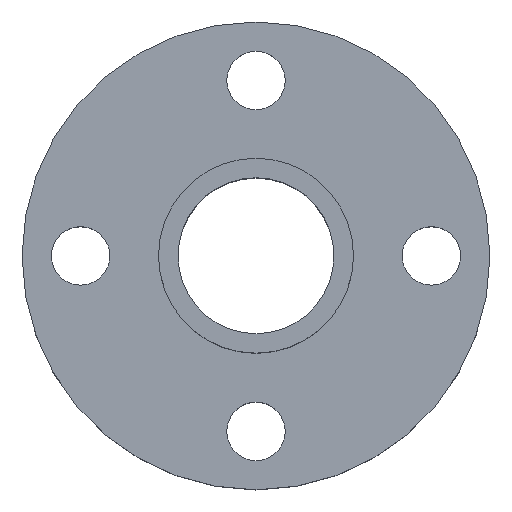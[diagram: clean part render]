
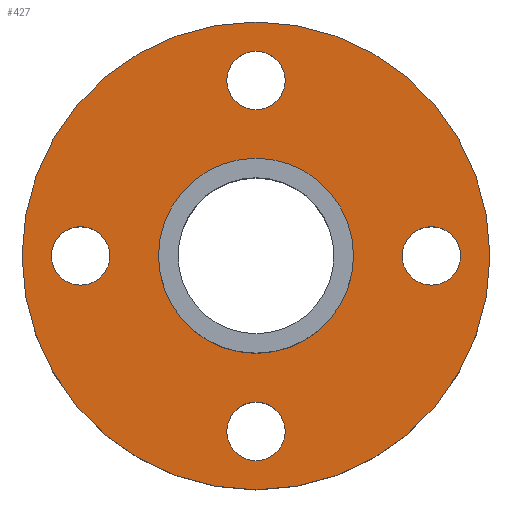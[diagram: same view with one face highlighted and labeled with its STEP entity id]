
A CAD part, top view. The second image highlights one B-rep face of the part: STEP entity #427.
In plain terms, the highlighted planar face has unit normal (0, 0, 1).
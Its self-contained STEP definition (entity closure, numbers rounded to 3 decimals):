
#34=CARTESIAN_POINT('',(-0.,-10.5,5.));
#35=VERTEX_POINT('',#34);
#59=CARTESIAN_POINT('',(-0.,-7.5,5.));
#60=VERTEX_POINT('',#59);
#61=CARTESIAN_POINT('',(-0.,-9.,5.));
#62=DIRECTION('',(0.,-0.,1.));
#63=DIRECTION('',(0.,1.,0.));
#64=AXIS2_PLACEMENT_3D('',#61,#62,#63);
#65=CIRCLE('',#64,1.5);
#66=EDGE_CURVE('',#35,#60,#65,.T.);
#68=CARTESIAN_POINT('',(-0.,-9.,5.));
#69=DIRECTION('',(0.,-0.,1.));
#70=DIRECTION('',(0.,1.,0.));
#71=AXIS2_PLACEMENT_3D('',#68,#69,#70);
#72=CIRCLE('',#71,1.5);
#73=EDGE_CURVE('',#60,#35,#72,.T.);
#85=CARTESIAN_POINT('',(0.,7.5,5.));
#86=VERTEX_POINT('',#85);
#110=CARTESIAN_POINT('',(0.,10.5,5.));
#111=VERTEX_POINT('',#110);
#112=CARTESIAN_POINT('',(0.,9.,5.));
#113=DIRECTION('',(0.,-0.,1.));
#114=DIRECTION('',(0.,1.,0.));
#115=AXIS2_PLACEMENT_3D('',#112,#113,#114);
#116=CIRCLE('',#115,1.5);
#117=EDGE_CURVE('',#86,#111,#116,.T.);
#119=CARTESIAN_POINT('',(0.,9.,5.));
#120=DIRECTION('',(0.,-0.,1.));
#121=DIRECTION('',(0.,1.,0.));
#122=AXIS2_PLACEMENT_3D('',#119,#120,#121);
#123=CIRCLE('',#122,1.5);
#124=EDGE_CURVE('',#111,#86,#123,.T.);
#134=CARTESIAN_POINT('',(-5.,0.,5.));
#135=VERTEX_POINT('',#134);
#161=CARTESIAN_POINT('',(5.,-0.,5.));
#162=VERTEX_POINT('',#161);
#163=CARTESIAN_POINT('',(0.,0.,5.));
#164=DIRECTION('',(0.,0.,1.));
#165=DIRECTION('',(1.,0.,-0.));
#166=AXIS2_PLACEMENT_3D('',#163,#164,#165);
#167=CIRCLE('',#166,5.);
#168=EDGE_CURVE('',#135,#162,#167,.T.);
#170=CARTESIAN_POINT('',(0.,0.,5.));
#171=DIRECTION('',(0.,0.,1.));
#172=DIRECTION('',(1.,0.,-0.));
#173=AXIS2_PLACEMENT_3D('',#170,#171,#172);
#174=CIRCLE('',#173,5.);
#175=EDGE_CURVE('',#162,#135,#174,.T.);
#252=CARTESIAN_POINT('',(7.5,0.,5.));
#253=VERTEX_POINT('',#252);
#277=CARTESIAN_POINT('',(10.5,-0.,5.));
#278=VERTEX_POINT('',#277);
#279=CARTESIAN_POINT('',(9.,0.,5.));
#280=DIRECTION('',(0.,0.,1.));
#281=DIRECTION('',(1.,0.,-0.));
#282=AXIS2_PLACEMENT_3D('',#279,#280,#281);
#283=CIRCLE('',#282,1.5);
#284=EDGE_CURVE('',#253,#278,#283,.T.);
#286=CARTESIAN_POINT('',(9.,0.,5.));
#287=DIRECTION('',(0.,0.,1.));
#288=DIRECTION('',(1.,0.,-0.));
#289=AXIS2_PLACEMENT_3D('',#286,#287,#288);
#290=CIRCLE('',#289,1.5);
#291=EDGE_CURVE('',#278,#253,#290,.T.);
#303=CARTESIAN_POINT('',(-12.,0.,5.));
#304=VERTEX_POINT('',#303);
#311=CARTESIAN_POINT('',(12.,0.,5.));
#312=VERTEX_POINT('',#311);
#313=CARTESIAN_POINT('',(0.,0.,5.));
#314=DIRECTION('',(0.,0.,1.));
#315=DIRECTION('',(1.,0.,-0.));
#316=AXIS2_PLACEMENT_3D('',#313,#314,#315);
#317=CIRCLE('',#316,12.);
#318=EDGE_CURVE('',#312,#304,#317,.T.);
#320=CARTESIAN_POINT('',(0.,0.,5.));
#321=DIRECTION('',(0.,0.,1.));
#322=DIRECTION('',(1.,0.,-0.));
#323=AXIS2_PLACEMENT_3D('',#320,#321,#322);
#324=CIRCLE('',#323,12.);
#325=EDGE_CURVE('',#304,#312,#324,.T.);
#354=CARTESIAN_POINT('',(-10.5,0.,5.));
#355=VERTEX_POINT('',#354);
#379=CARTESIAN_POINT('',(-7.5,-0.,5.));
#380=VERTEX_POINT('',#379);
#381=CARTESIAN_POINT('',(-9.,0.,5.));
#382=DIRECTION('',(0.,0.,1.));
#383=DIRECTION('',(1.,0.,-0.));
#384=AXIS2_PLACEMENT_3D('',#381,#382,#383);
#385=CIRCLE('',#384,1.5);
#386=EDGE_CURVE('',#355,#380,#385,.T.);
#388=CARTESIAN_POINT('',(-9.,0.,5.));
#389=DIRECTION('',(0.,0.,1.));
#390=DIRECTION('',(1.,0.,-0.));
#391=AXIS2_PLACEMENT_3D('',#388,#389,#390);
#392=CIRCLE('',#391,1.5);
#393=EDGE_CURVE('',#380,#355,#392,.T.);
#398=CARTESIAN_POINT('',(0.,0.,5.));
#399=DIRECTION('',(0.,0.,1.));
#400=DIRECTION('',(1.,0.,0.));
#401=AXIS2_PLACEMENT_3D('',#398,#399,#400);
#402=PLANE('',#401);
#403=ORIENTED_EDGE('',*,*,#66,.F.);
#404=ORIENTED_EDGE('',*,*,#73,.F.);
#405=EDGE_LOOP('',(#403,#404));
#406=FACE_BOUND('',#405,.T.);
#407=ORIENTED_EDGE('',*,*,#117,.F.);
#408=ORIENTED_EDGE('',*,*,#124,.F.);
#409=EDGE_LOOP('',(#407,#408));
#410=FACE_BOUND('',#409,.T.);
#411=ORIENTED_EDGE('',*,*,#168,.F.);
#412=ORIENTED_EDGE('',*,*,#175,.F.);
#413=EDGE_LOOP('',(#411,#412));
#414=FACE_BOUND('',#413,.T.);
#415=ORIENTED_EDGE('',*,*,#318,.T.);
#416=ORIENTED_EDGE('',*,*,#325,.T.);
#417=EDGE_LOOP('',(#415,#416));
#418=FACE_BOUND('',#417,.T.);
#419=ORIENTED_EDGE('',*,*,#284,.F.);
#420=ORIENTED_EDGE('',*,*,#291,.F.);
#421=EDGE_LOOP('',(#419,#420));
#422=FACE_BOUND('',#421,.T.);
#423=ORIENTED_EDGE('',*,*,#386,.F.);
#424=ORIENTED_EDGE('',*,*,#393,.F.);
#425=EDGE_LOOP('',(#423,#424));
#426=FACE_BOUND('',#425,.T.);
#427=ADVANCED_FACE('',(#406,#410,#414,#418,#422,#426),#402,.T.);
